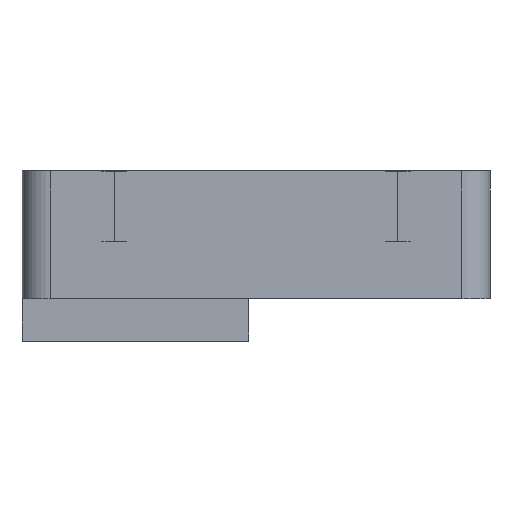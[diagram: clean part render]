
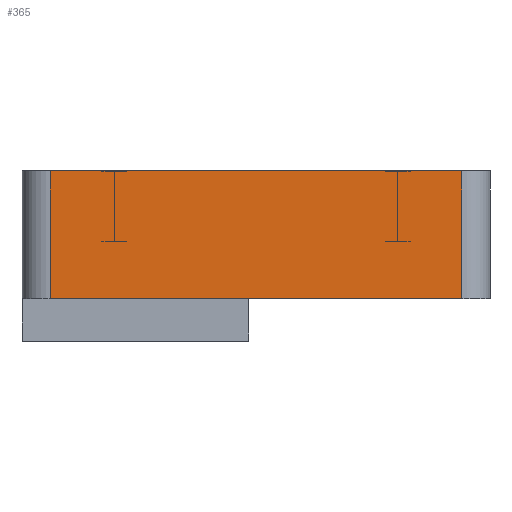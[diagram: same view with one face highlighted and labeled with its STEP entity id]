
A CAD part, left-side view. The second image highlights one B-rep face of the part: STEP entity #365.
In plain terms, the highlighted planar face has unit normal (-1, 0, 0).
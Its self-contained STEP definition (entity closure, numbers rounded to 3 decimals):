
#18 = CARTESIAN_POINT ( 'NONE',  ( -24.65, -16.5, -6. ) ) ;
#25 = EDGE_CURVE ( 'NONE', #963, #299, #649, .T. ) ;
#56 = VECTOR ( 'NONE', #1340, 1000. ) ;
#299 = VERTEX_POINT ( 'NONE', #18 ) ;
#304 = DIRECTION ( 'NONE',  ( 0., -1., 0. ) ) ;
#334 = CARTESIAN_POINT ( 'NONE',  ( -24.65, 12.493, -6. ) ) ;
#365 = ADVANCED_FACE ( 'NONE', ( #1015 ), #1147, .T. ) ;
#407 = LINE ( 'NONE', #1788, #493 ) ;
#445 = VERTEX_POINT ( 'NONE', #1503 ) ;
#467 = CARTESIAN_POINT ( 'NONE',  ( -24.65, 12.493, -6. ) ) ;
#493 = VECTOR ( 'NONE', #1773, 1000. ) ;
#528 = ORIENTED_EDGE ( 'NONE', *, *, #842, .T. ) ;
#625 = ORIENTED_EDGE ( 'NONE', *, *, #723, .F. ) ;
#640 = LINE ( 'NONE', #1215, #1188 ) ;
#649 = LINE ( 'NONE', #1367, #729 ) ;
#723 = EDGE_CURVE ( 'NONE', #1592, #445, #407, .T. ) ;
#729 = VECTOR ( 'NONE', #910, 1000. ) ;
#758 = EDGE_CURVE ( 'NONE', #963, #1592, #1498, .T. ) ;
#842 = EDGE_CURVE ( 'NONE', #299, #445, #640, .T. ) ;
#910 = DIRECTION ( 'NONE',  ( 0., -1., 0. ) ) ;
#963 = VERTEX_POINT ( 'NONE', #334 ) ;
#1015 = FACE_OUTER_BOUND ( 'NONE', #1446, .T. ) ;
#1147 = PLANE ( 'NONE',  #1566 ) ;
#1188 = VECTOR ( 'NONE', #1354, 1000. ) ;
#1215 = CARTESIAN_POINT ( 'NONE',  ( -24.65, -16.5, -6. ) ) ;
#1302 = ORIENTED_EDGE ( 'NONE', *, *, #25, .T. ) ;
#1340 = DIRECTION ( 'NONE',  ( 0., 0., 1. ) ) ;
#1354 = DIRECTION ( 'NONE',  ( 0., 0., 1. ) ) ;
#1360 = ORIENTED_EDGE ( 'NONE', *, *, #758, .F. ) ;
#1367 = CARTESIAN_POINT ( 'NONE',  ( -24.65, 12.493, -6. ) ) ;
#1446 = EDGE_LOOP ( 'NONE', ( #625, #1360, #1302, #528 ) ) ;
#1450 = DIRECTION ( 'NONE',  ( -1., 0., 0. ) ) ;
#1483 = CARTESIAN_POINT ( 'NONE',  ( -24.65, 12.493, 3. ) ) ;
#1498 = LINE ( 'NONE', #1633, #56 ) ;
#1503 = CARTESIAN_POINT ( 'NONE',  ( -24.65, -16.5, 3. ) ) ;
#1566 = AXIS2_PLACEMENT_3D ( 'NONE', #467, #1450, #304 ) ;
#1592 = VERTEX_POINT ( 'NONE', #1483 ) ;
#1633 = CARTESIAN_POINT ( 'NONE',  ( -24.65, 12.493, -6. ) ) ;
#1773 = DIRECTION ( 'NONE',  ( 0., -1., 0. ) ) ;
#1788 = CARTESIAN_POINT ( 'NONE',  ( -24.65, 12.493, 3. ) ) ;
